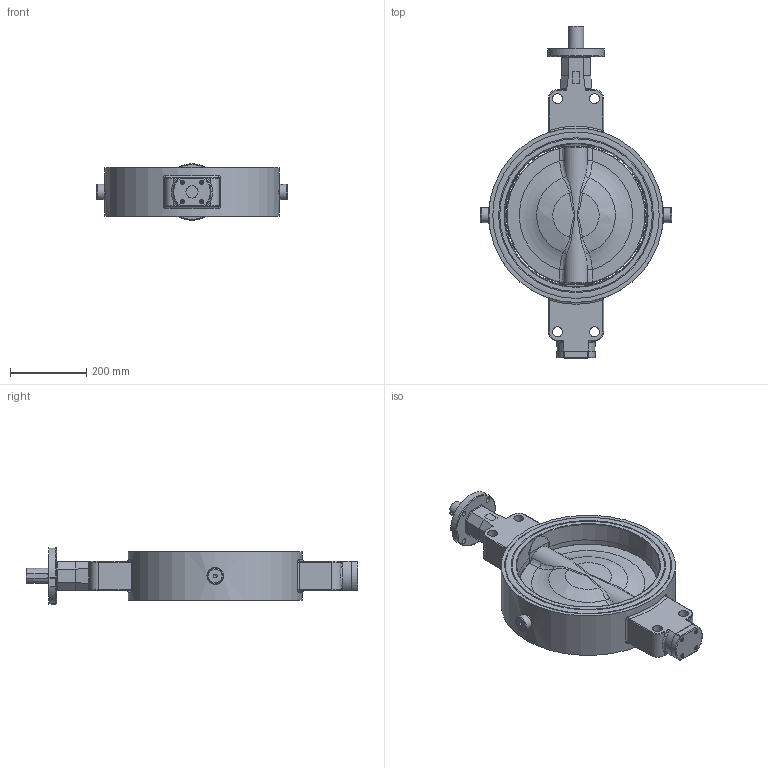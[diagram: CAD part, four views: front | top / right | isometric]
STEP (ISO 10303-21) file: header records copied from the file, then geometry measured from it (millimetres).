
FILE_DESCRIPTION((''),'2;1');
FILE_NAME('Z411 DN500 Da450 SDR11-17.stp','2014-08-08T09:48:08',('zank'),(''),'Autodesk Inventor 2013','Autodesk Inventor 2013','');
FILE_SCHEMA(('AUTOMOTIVE_DESIGN { 1 0 10303 214 1 1 1 1 }'));
Length unit declared in the file: millimetre
Products named in the file (13): Z411 Da 450 SDR11; Z71F-450-0000-20; ME1F-450-0000-10; 018-000-029E; O-Ring 40x4; KAXF-400-0004-40; DIN 912  (Regelgewinde) - ersetzt durch DIN EN ISO 4762 M6 x 20; 018-000-253E; WTVS-450-0007-31; KRXF-400-0002-46; KRXF-450-0011-40; O-Ring 35x3; ST3F-450-0006-21
Assembly tree (21 placements, depth 2):
  Z411 Da 450 SDR11
    Z71F-450-0000-20
    ME1F-450-0000-10
    018-000-029E  x2
    O-Ring 40x4  x2
    KAXF-400-0004-40
    DIN 912  (Regelgewinde) - ersetzt durch DIN EN ISO 4762 M6 x 20  x4
    018-000-253E  x4
    WTVS-450-0007-31
    KRXF-400-0002-46
    KRXF-450-0011-40
    O-Ring 35x3  x2
    ST3F-450-0006-21
Bounding box: 502 x 872.1 x 147.73 mm (x, y, z)
Volume: 13465596 mm3; surface area: 1738237.2 mm2
Topology: 22 solids, 22 shells, 5392 faces, 15698 edges, 10389 vertices
Faces by surface type: plane 4862, cylinder 211, bspline 167, torus 83, cone 63, sphere 6
Full cylindrical faces by diameter (mm): 4.917 x4, 6 x4, 6.6 x4, 10 x4, 10.106 x2, 11 x4, 13.5 x4, 25 x1, 26 x4, 30 x3, 32 x1, 34 x1, 35 x2, 35.5 x2, 39.5 x2, 40 x10, 40.1 x6, 40.2 x6, 40.35 x4, 42.5 x1, 44.95 x4, 45 x2, 46 x2, 47 x2, 48 x1, 50 x4, 53 x1, 56 x2, 56.2 x2, 60 x1
Entity records: 76400 total; most frequent: CARTESIAN_POINT 30929, ORIENTED_EDGE 9776, DIRECTION 8336, EDGE_CURVE 4888, VECTOR 3880, LINE 3880, VERTEX_POINT 3275, AXIS2_PLACEMENT_3D 2228
